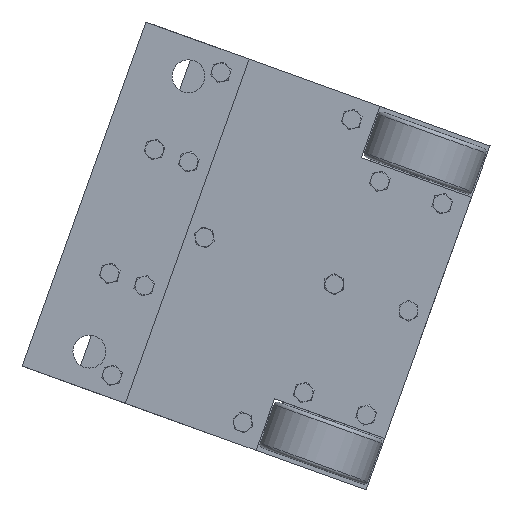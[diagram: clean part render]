
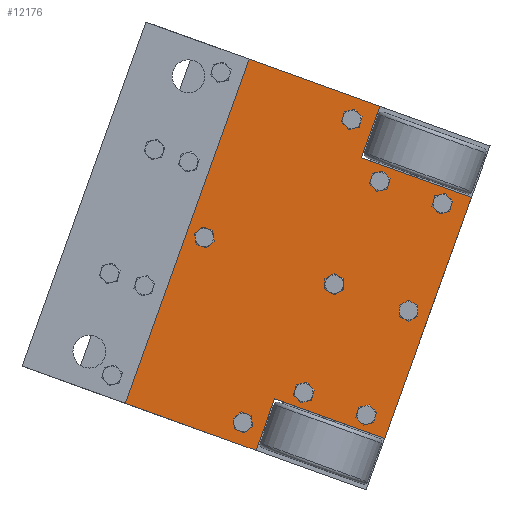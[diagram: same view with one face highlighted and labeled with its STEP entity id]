
A CAD part, front view. The second image highlights one B-rep face of the part: STEP entity #12176.
In plain terms, the highlighted face is planar.
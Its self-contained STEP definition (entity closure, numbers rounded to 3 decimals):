
#831=FACE_BOUND('',#2282,.T.);
#832=FACE_BOUND('',#2283,.T.);
#833=FACE_BOUND('',#2284,.T.);
#834=FACE_BOUND('',#2285,.T.);
#835=FACE_BOUND('',#2286,.T.);
#836=FACE_BOUND('',#2287,.T.);
#837=FACE_BOUND('',#2288,.T.);
#838=FACE_BOUND('',#2289,.T.);
#839=FACE_BOUND('',#2290,.T.);
#1031=PLANE('',#13274);
#1485=FACE_OUTER_BOUND('',#2281,.T.);
#2281=EDGE_LOOP('',(#8747,#8748,#8749,#8750,#8751,#8752,#8753,#8754));
#2282=EDGE_LOOP('',(#8755));
#2283=EDGE_LOOP('',(#8756));
#2284=EDGE_LOOP('',(#8757));
#2285=EDGE_LOOP('',(#8758));
#2286=EDGE_LOOP('',(#8759));
#2287=EDGE_LOOP('',(#8760));
#2288=EDGE_LOOP('',(#8761));
#2289=EDGE_LOOP('',(#8762));
#2290=EDGE_LOOP('',(#8763));
#3196=LINE('',#18123,#4286);
#3197=LINE('',#18125,#4287);
#3198=LINE('',#18127,#4288);
#3199=LINE('',#18129,#4289);
#3200=LINE('',#18131,#4290);
#3201=LINE('',#18133,#4291);
#3202=LINE('',#18135,#4292);
#3203=LINE('',#18136,#4293);
#4286=VECTOR('',#14640,10.);
#4287=VECTOR('',#14641,10.);
#4288=VECTOR('',#14642,10.);
#4289=VECTOR('',#14643,10.);
#4290=VECTOR('',#14644,10.);
#4291=VECTOR('',#14645,10.);
#4292=VECTOR('',#14646,10.);
#4293=VECTOR('',#14647,10.);
#5374=CIRCLE('',#13259,1.25);
#5376=CIRCLE('',#13262,1.25);
#5378=CIRCLE('',#13265,1.25);
#5386=CIRCLE('',#13275,1.25);
#5387=CIRCLE('',#13276,1.25);
#5388=CIRCLE('',#13277,1.25);
#5389=CIRCLE('',#13278,1.25);
#5390=CIRCLE('',#13279,1.25);
#5391=CIRCLE('',#13280,1.25);
#5787=VERTEX_POINT('',#18077);
#5789=VERTEX_POINT('',#18082);
#5791=VERTEX_POINT('',#18087);
#5807=VERTEX_POINT('',#18121);
#5808=VERTEX_POINT('',#18122);
#5809=VERTEX_POINT('',#18124);
#5810=VERTEX_POINT('',#18126);
#5811=VERTEX_POINT('',#18128);
#5812=VERTEX_POINT('',#18130);
#5813=VERTEX_POINT('',#18132);
#5814=VERTEX_POINT('',#18134);
#5815=VERTEX_POINT('',#18137);
#5816=VERTEX_POINT('',#18139);
#5817=VERTEX_POINT('',#18141);
#5818=VERTEX_POINT('',#18143);
#5819=VERTEX_POINT('',#18145);
#5820=VERTEX_POINT('',#18147);
#6940=EDGE_CURVE('',#5787,#5787,#5374,.T.);
#6942=EDGE_CURVE('',#5789,#5789,#5376,.T.);
#6944=EDGE_CURVE('',#5791,#5791,#5378,.T.);
#6960=EDGE_CURVE('',#5807,#5808,#3196,.T.);
#6961=EDGE_CURVE('',#5809,#5808,#3197,.T.);
#6962=EDGE_CURVE('',#5810,#5809,#3198,.T.);
#6963=EDGE_CURVE('',#5811,#5810,#3199,.T.);
#6964=EDGE_CURVE('',#5812,#5811,#3200,.T.);
#6965=EDGE_CURVE('',#5812,#5813,#3201,.T.);
#6966=EDGE_CURVE('',#5813,#5814,#3202,.T.);
#6967=EDGE_CURVE('',#5814,#5807,#3203,.T.);
#6968=EDGE_CURVE('',#5815,#5815,#5386,.T.);
#6969=EDGE_CURVE('',#5816,#5816,#5387,.T.);
#6970=EDGE_CURVE('',#5817,#5817,#5388,.T.);
#6971=EDGE_CURVE('',#5818,#5818,#5389,.T.);
#6972=EDGE_CURVE('',#5819,#5819,#5390,.T.);
#6973=EDGE_CURVE('',#5820,#5820,#5391,.T.);
#8747=ORIENTED_EDGE('',*,*,#6960,.T.);
#8748=ORIENTED_EDGE('',*,*,#6961,.F.);
#8749=ORIENTED_EDGE('',*,*,#6962,.F.);
#8750=ORIENTED_EDGE('',*,*,#6963,.F.);
#8751=ORIENTED_EDGE('',*,*,#6964,.F.);
#8752=ORIENTED_EDGE('',*,*,#6965,.T.);
#8753=ORIENTED_EDGE('',*,*,#6966,.T.);
#8754=ORIENTED_EDGE('',*,*,#6967,.T.);
#8755=ORIENTED_EDGE('',*,*,#6968,.T.);
#8756=ORIENTED_EDGE('',*,*,#6940,.T.);
#8757=ORIENTED_EDGE('',*,*,#6942,.T.);
#8758=ORIENTED_EDGE('',*,*,#6944,.T.);
#8759=ORIENTED_EDGE('',*,*,#6969,.T.);
#8760=ORIENTED_EDGE('',*,*,#6970,.T.);
#8761=ORIENTED_EDGE('',*,*,#6971,.T.);
#8762=ORIENTED_EDGE('',*,*,#6972,.T.);
#8763=ORIENTED_EDGE('',*,*,#6973,.T.);
#12176=ADVANCED_FACE('',(#1485,#831,#832,#833,#834,#835,#836,#837,#838,
#839),#1031,.T.);
#13259=AXIS2_PLACEMENT_3D('',#18078,#14600,#14601);
#13262=AXIS2_PLACEMENT_3D('',#18083,#14606,#14607);
#13265=AXIS2_PLACEMENT_3D('',#18088,#14612,#14613);
#13274=AXIS2_PLACEMENT_3D('',#18120,#14638,#14639);
#13275=AXIS2_PLACEMENT_3D('',#18138,#14648,#14649);
#13276=AXIS2_PLACEMENT_3D('',#18140,#14650,#14651);
#13277=AXIS2_PLACEMENT_3D('',#18142,#14652,#14653);
#13278=AXIS2_PLACEMENT_3D('',#18144,#14654,#14655);
#13279=AXIS2_PLACEMENT_3D('',#18146,#14656,#14657);
#13280=AXIS2_PLACEMENT_3D('',#18148,#14658,#14659);
#14600=DIRECTION('center_axis',(0.,-1.,0.));
#14601=DIRECTION('ref_axis',(-1.,0.,0.));
#14606=DIRECTION('center_axis',(0.,-1.,0.));
#14607=DIRECTION('ref_axis',(-1.,0.,0.));
#14612=DIRECTION('center_axis',(0.,-1.,0.));
#14613=DIRECTION('ref_axis',(-1.,0.,0.));
#14638=DIRECTION('center_axis',(0.,1.,0.));
#14639=DIRECTION('ref_axis',(0.,0.,1.));
#14640=DIRECTION('',(1.,0.,0.));
#14641=DIRECTION('',(0.,0.,1.));
#14642=DIRECTION('',(-1.,0.,0.));
#14643=DIRECTION('',(0.,0.,1.));
#14644=DIRECTION('',(1.,0.,0.));
#14645=DIRECTION('',(0.,0.,1.));
#14646=DIRECTION('',(1.,0.,0.));
#14647=DIRECTION('',(0.,0.,1.));
#14648=DIRECTION('center_axis',(0.,-1.,0.));
#14649=DIRECTION('ref_axis',(0.,0.,-1.));
#14650=DIRECTION('center_axis',(0.,-1.,0.));
#14651=DIRECTION('ref_axis',(0.,0.,-1.));
#14652=DIRECTION('center_axis',(0.,-1.,0.));
#14653=DIRECTION('ref_axis',(0.,0.,-1.));
#14654=DIRECTION('center_axis',(0.,-1.,0.));
#14655=DIRECTION('ref_axis',(1.,0.,0.));
#14656=DIRECTION('center_axis',(0.,-1.,0.));
#14657=DIRECTION('ref_axis',(1.,0.,0.));
#14658=DIRECTION('center_axis',(0.,-1.,0.));
#14659=DIRECTION('ref_axis',(1.,0.,0.));
#18077=CARTESIAN_POINT('',(31.95,3.,28.05));
#18078=CARTESIAN_POINT('Origin',(30.7,3.,28.05));
#18082=CARTESIAN_POINT('',(45.25,3.,-3.));
#18083=CARTESIAN_POINT('Origin',(44.,3.,-3.));
#18087=CARTESIAN_POINT('',(31.95,3.,9.95));
#18088=CARTESIAN_POINT('Origin',(30.7,3.,9.95));
#18120=CARTESIAN_POINT('Origin',(-23.,3.,-2.));
#18121=CARTESIAN_POINT('',(-35.,3.,35.));
#18122=CARTESIAN_POINT('',(35.,3.,35.));
#18123=CARTESIAN_POINT('',(0.,3.,35.));
#18124=CARTESIAN_POINT('',(35.,3.,3.));
#18125=CARTESIAN_POINT('',(35.,3.,35.));
#18126=CARTESIAN_POINT('',(50.,3.,3.));
#18127=CARTESIAN_POINT('',(35.,3.,3.));
#18128=CARTESIAN_POINT('',(50.,3.,-35.));
#18129=CARTESIAN_POINT('',(50.,3.,3.));
#18130=CARTESIAN_POINT('',(-50.,3.,-35.));
#18131=CARTESIAN_POINT('',(50.,3.,-35.));
#18132=CARTESIAN_POINT('',(-50.,3.,3.));
#18133=CARTESIAN_POINT('',(-50.,3.,3.));
#18134=CARTESIAN_POINT('',(-35.,3.,3.));
#18135=CARTESIAN_POINT('',(-35.,3.,3.));
#18136=CARTESIAN_POINT('',(-35.,3.,35.));
#18137=CARTESIAN_POINT('',(0.,3.,-31.25));
#18138=CARTESIAN_POINT('Origin',(0.,3.,-30.));
#18139=CARTESIAN_POINT('',(0.,3.,28.05));
#18140=CARTESIAN_POINT('Origin',(0.,3.,29.3));
#18141=CARTESIAN_POINT('',(0.,3.,6.45));
#18142=CARTESIAN_POINT('Origin',(0.,3.,7.7));
#18143=CARTESIAN_POINT('',(-31.95,3.,28.05));
#18144=CARTESIAN_POINT('Origin',(-30.7,3.,28.05));
#18145=CARTESIAN_POINT('',(-31.95,3.,9.95));
#18146=CARTESIAN_POINT('Origin',(-30.7,3.,9.95));
#18147=CARTESIAN_POINT('',(-45.25,3.,-3.));
#18148=CARTESIAN_POINT('Origin',(-44.,3.,-3.));
